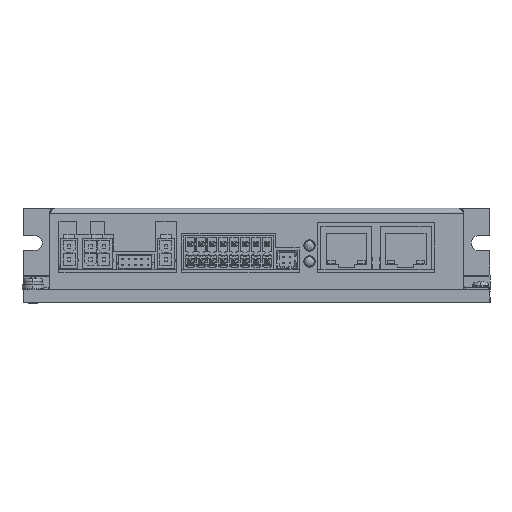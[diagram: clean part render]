
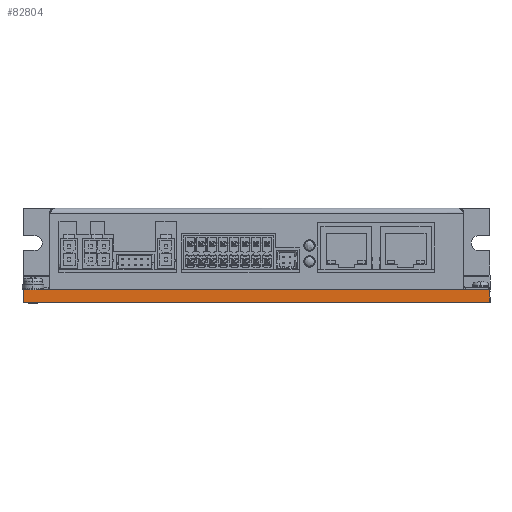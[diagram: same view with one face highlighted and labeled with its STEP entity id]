
A CAD part, top view. The second image highlights one B-rep face of the part: STEP entity #82804.
In plain terms, the highlighted planar face has unit normal (0, 0, 1).
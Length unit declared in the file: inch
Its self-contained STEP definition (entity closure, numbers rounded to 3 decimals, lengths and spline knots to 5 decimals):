
#2907 = CARTESIAN_POINT ( 'NONE',  ( -2.93171, 0., 1.05117 ) ) ;
#4745 = VECTOR ( 'NONE', #22534, 39.37008 ) ;
#4777 = LINE ( 'NONE', #2907, #77118 ) ;
#7369 = EDGE_CURVE ( 'NONE', #53894, #36340, #20838, .T. ) ;
#12574 = DIRECTION ( 'NONE',  ( 0., 1., 0. ) ) ;
#15657 = EDGE_CURVE ( 'NONE', #43179, #40131, #89129, .T. ) ;
#20838 = LINE ( 'NONE', #68408, #36032 ) ;
#22534 = DIRECTION ( 'NONE',  ( 0., -1., 0. ) ) ;
#25647 = DIRECTION ( 'NONE',  ( 0., 0., 1. ) ) ;
#26900 = CARTESIAN_POINT ( 'NONE',  ( -2.93171, 0.07874, 1.05117 ) ) ;
#27253 = EDGE_CURVE ( 'NONE', #36340, #43179, #4777, .T. ) ;
#30859 = LINE ( 'NONE', #117070, #125033 ) ;
#34048 = ORIENTED_EDGE ( 'NONE', *, *, #7369, .T. ) ;
#36032 = VECTOR ( 'NONE', #12574, 39.37008 ) ;
#36340 = VERTEX_POINT ( 'NONE', #54639 ) ;
#40131 = VERTEX_POINT ( 'NONE', #46683 ) ;
#43179 = VERTEX_POINT ( 'NONE', #81012 ) ;
#43308 = CARTESIAN_POINT ( 'NONE',  ( 2.92656, -0.15748, 1.05117 ) ) ;
#43472 = DIRECTION ( 'NONE',  ( -1., 0., 0. ) ) ;
#46683 = CARTESIAN_POINT ( 'NONE',  ( -2.93171, -0.15748, 1.05117 ) ) ;
#51785 = DIRECTION ( 'NONE',  ( -1., 0., 0. ) ) ;
#53894 = VERTEX_POINT ( 'NONE', #43308 ) ;
#54183 = EDGE_CURVE ( 'NONE', #53894, #40131, #30859, .T. ) ;
#54639 = CARTESIAN_POINT ( 'NONE',  ( 2.92656, 0., 1.05117 ) ) ;
#57465 = ORIENTED_EDGE ( 'NONE', *, *, #15657, .T. ) ;
#58813 = EDGE_LOOP ( 'NONE', ( #57465, #75473, #34048, #90208 ) ) ;
#68408 = CARTESIAN_POINT ( 'NONE',  ( 2.92656, 0.07874, 1.05117 ) ) ;
#75473 = ORIENTED_EDGE ( 'NONE', *, *, #54183, .F. ) ;
#77118 = VECTOR ( 'NONE', #43472, 39.37008 ) ;
#81012 = CARTESIAN_POINT ( 'NONE',  ( -2.93171, 0., 1.05117 ) ) ;
#82804 = ADVANCED_FACE ( 'NONE', ( #111853 ), #94138, .T. ) ;
#89129 = LINE ( 'NONE', #110631, #4745 ) ;
#90208 = ORIENTED_EDGE ( 'NONE', *, *, #27253, .T. ) ;
#94138 = PLANE ( 'NONE',  #106040 ) ;
#104255 = DIRECTION ( 'NONE',  ( 1., 0., 0. ) ) ;
#106040 = AXIS2_PLACEMENT_3D ( 'NONE', #26900, #25647, #104255 ) ;
#110631 = CARTESIAN_POINT ( 'NONE',  ( -2.93171, -0.44488, 1.05117 ) ) ;
#111853 = FACE_OUTER_BOUND ( 'NONE', #58813, .T. ) ;
#117070 = CARTESIAN_POINT ( 'NONE',  ( 2.92656, -0.15748, 1.05117 ) ) ;
#125033 = VECTOR ( 'NONE', #51785, 39.37008 ) ;
